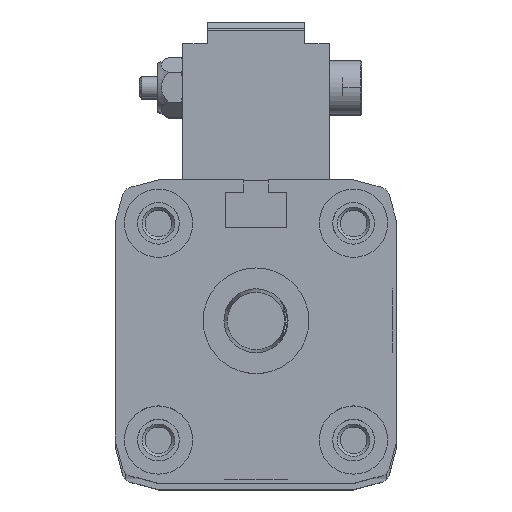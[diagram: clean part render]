
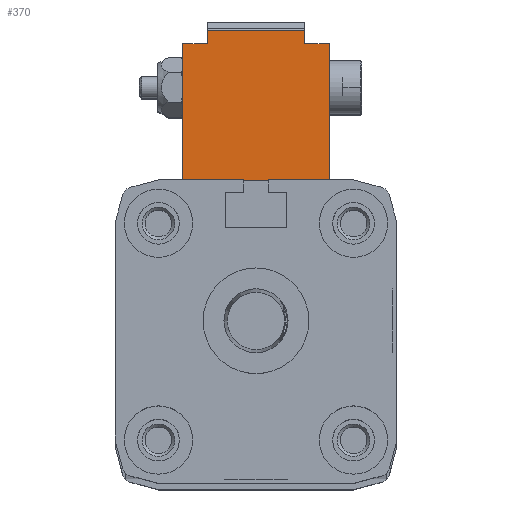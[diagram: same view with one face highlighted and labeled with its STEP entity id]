
A CAD part, top view. The second image highlights one B-rep face of the part: STEP entity #370.
In plain terms, the highlighted planar face has unit normal (0, 0, 1).
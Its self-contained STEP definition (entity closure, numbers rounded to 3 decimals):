
#370 = ADVANCED_FACE( '', ( #1014 ), #1015, .T. );
#1014 = FACE_OUTER_BOUND( '', #1828, .T. );
#1015 = PLANE( '', #1829 );
#1828 = EDGE_LOOP( '', ( #3581, #3582, #3583, #3584, #3585, #3586, #3587, #3588, #3589, #3590, #3591, #3592 ) );
#1829 = AXIS2_PLACEMENT_3D( '', #3593, #3594, #3595 );
#3581 = ORIENTED_EDGE( '', *, *, #5049, .T. );
#3582 = ORIENTED_EDGE( '', *, *, #5014, .T. );
#3583 = ORIENTED_EDGE( '', *, *, #5050, .T. );
#3584 = ORIENTED_EDGE( '', *, *, #5051, .T. );
#3585 = ORIENTED_EDGE( '', *, *, #5021, .T. );
#3586 = ORIENTED_EDGE( '', *, *, #5025, .T. );
#3587 = ORIENTED_EDGE( '', *, *, #5028, .T. );
#3588 = ORIENTED_EDGE( '', *, *, #5031, .T. );
#3589 = ORIENTED_EDGE( '', *, *, #5034, .T. );
#3590 = ORIENTED_EDGE( '', *, *, #5042, .T. );
#3591 = ORIENTED_EDGE( '', *, *, #5052, .T. );
#3592 = ORIENTED_EDGE( '', *, *, #4977, .T. );
#3593 = CARTESIAN_POINT( '', ( 0., 0., 75. ) );
#3594 = DIRECTION( '', ( 0., 0., 1. ) );
#3595 = DIRECTION( '', ( 1., 0., 0. ) );
#4977 = EDGE_CURVE( '', #6000, #5998, #6001, .T. );
#5014 = EDGE_CURVE( '', #6069, #6067, #6070, .T. );
#5021 = EDGE_CURVE( '', #6081, #6079, #6082, .T. );
#5025 = EDGE_CURVE( '', #6079, #6086, #6088, .T. );
#5028 = EDGE_CURVE( '', #6086, #6091, #6093, .T. );
#5031 = EDGE_CURVE( '', #6091, #6096, #6098, .T. );
#5034 = EDGE_CURVE( '', #6096, #6101, #6103, .T. );
#5042 = EDGE_CURVE( '', #6101, #6117, #6119, .T. );
#5049 = EDGE_CURVE( '', #5998, #6069, #6128, .T. );
#5050 = EDGE_CURVE( '', #6067, #6129, #6130, .T. );
#5051 = EDGE_CURVE( '', #6129, #6081, #6131, .T. );
#5052 = EDGE_CURVE( '', #6117, #6000, #6132, .T. );
#5998 = VERTEX_POINT( '', #7984 );
#6000 = VERTEX_POINT( '', #7986 );
#6001 = LINE( '', #7987, #7988 );
#6067 = VERTEX_POINT( '', #8079 );
#6069 = VERTEX_POINT( '', #8082 );
#6070 = LINE( '', #8083, #8084 );
#6079 = VERTEX_POINT( '', #8097 );
#6081 = VERTEX_POINT( '', #8100 );
#6082 = LINE( '', #8101, #8102 );
#6086 = VERTEX_POINT( '', #8108 );
#6088 = LINE( '', #8111, #8112 );
#6091 = VERTEX_POINT( '', #8116 );
#6093 = LINE( '', #8119, #8120 );
#6096 = VERTEX_POINT( '', #8124 );
#6098 = LINE( '', #8127, #8128 );
#6101 = VERTEX_POINT( '', #8132 );
#6103 = LINE( '', #8135, #8136 );
#6117 = VERTEX_POINT( '', #8151 );
#6119 = LINE( '', #8154, #8155 );
#6128 = LINE( '', #8170, #8171 );
#6129 = VERTEX_POINT( '', #8172 );
#6130 = LINE( '', #8173, #8174 );
#6131 = LINE( '', #8175, #8176 );
#6132 = LINE( '', #8177, #8178 );
#7984 = CARTESIAN_POINT( '', ( 9., 56.439, 75. ) );
#7986 = CARTESIAN_POINT( '', ( 9., 54., 75. ) );
#7987 = CARTESIAN_POINT( '', ( 9., 54., 75. ) );
#7988 = VECTOR( '', #9423, 1000. );
#8079 = CARTESIAN_POINT( '', ( -9., 54., 75. ) );
#8082 = CARTESIAN_POINT( '', ( -9., 56.439, 75. ) );
#8083 = CARTESIAN_POINT( '', ( -9., 58., 75. ) );
#8084 = VECTOR( '', #9480, 1000. );
#8097 = CARTESIAN_POINT( '', ( -9., 26., 75. ) );
#8100 = CARTESIAN_POINT( '', ( -13.5, 26., 75. ) );
#8101 = CARTESIAN_POINT( '', ( -13.5, 26., 75. ) );
#8102 = VECTOR( '', #9489, 1000. );
#8108 = CARTESIAN_POINT( '', ( -9., 28., 75. ) );
#8111 = CARTESIAN_POINT( '', ( -9., 26., 75. ) );
#8112 = VECTOR( '', #9493, 1000. );
#8116 = CARTESIAN_POINT( '', ( 9., 28., 75. ) );
#8119 = CARTESIAN_POINT( '', ( -9., 28., 75. ) );
#8120 = VECTOR( '', #9496, 1000. );
#8124 = CARTESIAN_POINT( '', ( 9., 26., 75. ) );
#8127 = CARTESIAN_POINT( '', ( 9., 28., 75. ) );
#8128 = VECTOR( '', #9499, 1000. );
#8132 = CARTESIAN_POINT( '', ( 13.5, 26., 75. ) );
#8135 = CARTESIAN_POINT( '', ( 9., 26., 75. ) );
#8136 = VECTOR( '', #9502, 1000. );
#8151 = CARTESIAN_POINT( '', ( 13.5, 54., 75. ) );
#8154 = CARTESIAN_POINT( '', ( 13.5, 26., 75. ) );
#8155 = VECTOR( '', #9520, 1000. );
#8170 = CARTESIAN_POINT( '', ( 9., 56.439, 75. ) );
#8171 = VECTOR( '', #9527, 1000. );
#8172 = CARTESIAN_POINT( '', ( -13.5, 54., 75. ) );
#8173 = CARTESIAN_POINT( '', ( -9., 54., 75. ) );
#8174 = VECTOR( '', #9528, 1000. );
#8175 = CARTESIAN_POINT( '', ( -13.5, 54., 75. ) );
#8176 = VECTOR( '', #9529, 1000. );
#8177 = CARTESIAN_POINT( '', ( 13.5, 54., 75. ) );
#8178 = VECTOR( '', #9530, 1000. );
#9423 = DIRECTION( '', ( 0., 1., 0. ) );
#9480 = DIRECTION( '', ( 0., -1., 0. ) );
#9489 = DIRECTION( '', ( 1., 0., 0. ) );
#9493 = DIRECTION( '', ( 0., 1., 0. ) );
#9496 = DIRECTION( '', ( 1., 0., 0. ) );
#9499 = DIRECTION( '', ( 0., -1., 0. ) );
#9502 = DIRECTION( '', ( 1., 0., 0. ) );
#9520 = DIRECTION( '', ( 0., 1., 0. ) );
#9527 = DIRECTION( '', ( -1., 0., 0. ) );
#9528 = DIRECTION( '', ( -1., 0., 0. ) );
#9529 = DIRECTION( '', ( 0., -1., 0. ) );
#9530 = DIRECTION( '', ( -1., 0., 0. ) );
